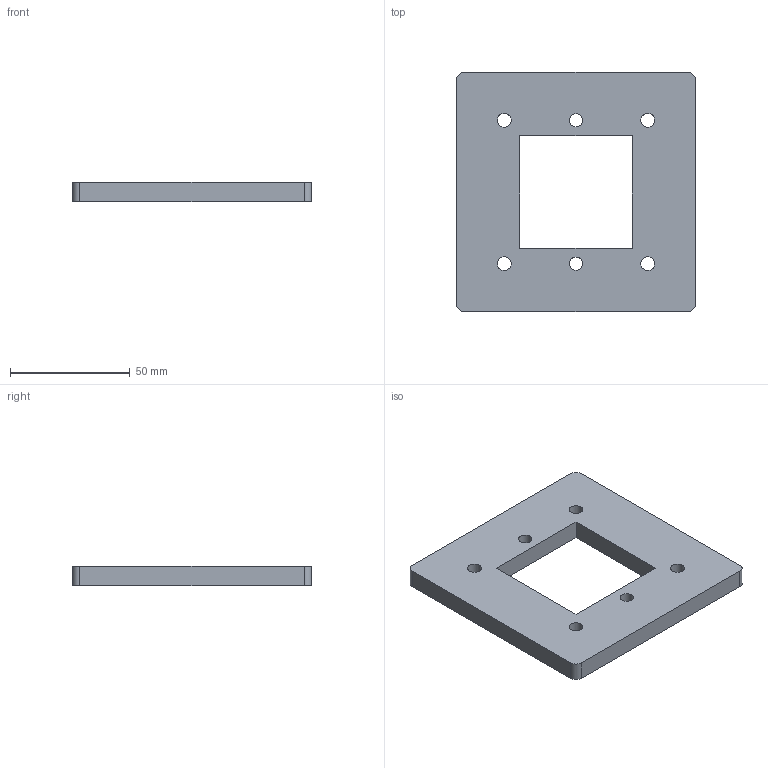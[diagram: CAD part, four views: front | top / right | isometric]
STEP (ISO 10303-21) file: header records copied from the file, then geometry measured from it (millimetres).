
FILE_DESCRIPTION(/* description */ ('STEP AP242','CAx-IF Rec.Pracs.---Representation and Presentation of Product Manufacturing Information (PMI)---4.0---2014-10-13','CAx-IF Rec.Pracs.---3D Tessellated Geometry---0.4---2014-09-14','2;1'),/* implementation_level */ '2;1');
FILE_NAME(/* name */ '662f4fe69e0c22593a8a41d9',/* time_stamp */ '2024-04-29T07:44:39Z',/* author */ (''),/* organization */ (''),/* preprocessor_version */ 'ST-DEVELOPER v20',/* originating_system */ ' ',/* authorisation */ ' ');
FILE_SCHEMA (('AP242_MANAGED_MODEL_BASED_3D_ENGINEERING_MIM_LF { 1 0 10303 442 1 1 4 }'));
Length unit declared in the file: metre
Products named in the file (1): 2040 gantry x-ax back
Bounding box: 100 x 100 x 8 mm (x, y, z)
Volume: 60835.4 mm3; surface area: 20739.9 mm2
Topology: 1 solids, 1 shells, 20 faces, 54 edges, 36 vertices
Faces by surface type: plane 10, cylinder 10
Full cylindrical faces by diameter (mm): 5.5 x2, 5.8 x4
Entity records: 658 total; most frequent: DIRECTION 110, CARTESIAN_POINT 105, ORIENTED_EDGE 96, EDGE_CURVE 48, AXIS2_PLACEMENT_3D 41, EDGE_LOOP 40, FACE_BOUND 40, VERTEX_POINT 36
